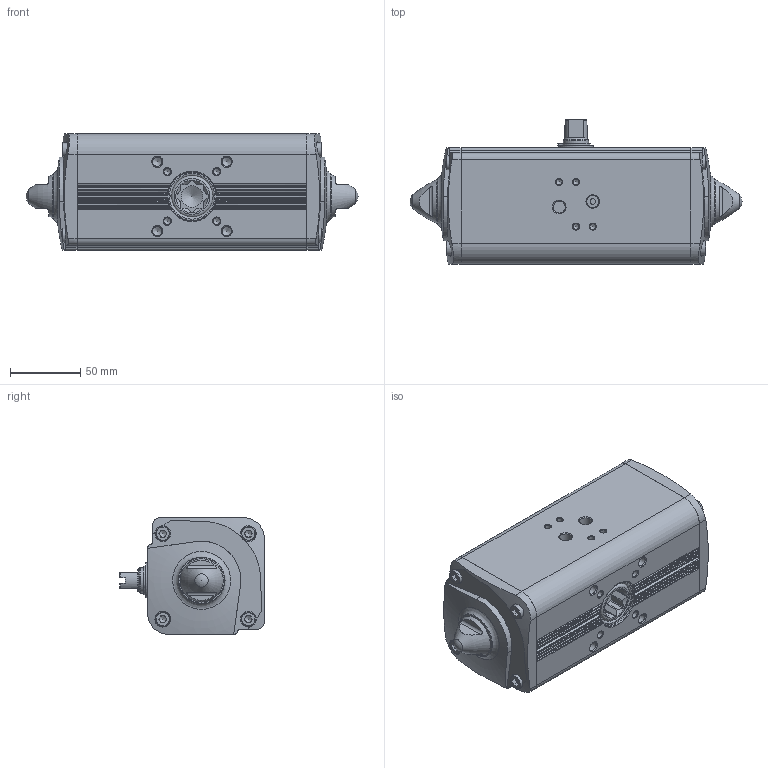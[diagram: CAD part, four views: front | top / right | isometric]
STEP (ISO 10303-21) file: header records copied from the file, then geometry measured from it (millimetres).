
FILE_DESCRIPTION(/* description */ ('Unknown'),/* implementation_level */ '2;1');
FILE_NAME(/* name */ 'DA08',/* time_stamp */ '2022-08-11T12:57:29+02:00',/* author */ ('Unknown'),/* organization */ ('Unknown'),/* preprocessor_version */ 'ST-DEVELOPER v16.7',/* originating_system */ 'Solid Edge',/* authorisation */ 'Unknown');
FILE_SCHEMA (('AUTOMOTIVE_DESIGN {1 0 10303 214 3 1 1}'));
Length unit declared in the file: millimetre
Products named in the file (2): DA_90; _DAN0106411S_new
Assembly tree (1 placements, depth 2):
  DA_90
    _DAN0106411S_new
Bounding box: 237.1 x 103.3 x 83.3 mm (x, y, z)
Volume: 1246493.7 mm3; surface area: 102682.7 mm2
Topology: 1 solids, 1 shells, 497 faces, 1302 edges, 833 vertices
Faces by surface type: plane 240, cylinder 143, cone 65, torus 47, sphere 2
Full cylindrical faces by diameter (mm): 2 x2, 4 x1, 4.134 x8, 4.917 x5, 6.647 x4, 8.566 x2, 10 x8, 11.2 x8, 18 x1, 24 x1, 25 x1, 26 x1, 62.2 x2
Entity records: 18076 total; most frequent: CARTESIAN_POINT 3163, DIRECTION 2342, ORIENTED_EDGE 2232, EDGE_CURVE 1116, AXIS2_PLACEMENT_3D 911, VERTEX_POINT 800, FACE_BOUND 680, EDGE_LOOP 654
